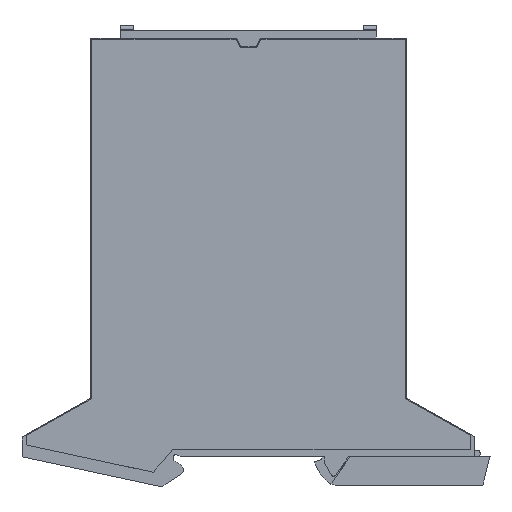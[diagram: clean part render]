
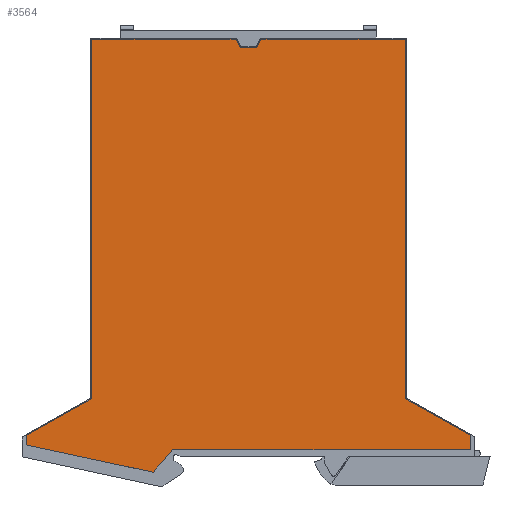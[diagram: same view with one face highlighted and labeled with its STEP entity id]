
A CAD part, left-side view. The second image highlights one B-rep face of the part: STEP entity #3564.
In plain terms, the highlighted planar face has unit normal (-1, 0, 0).
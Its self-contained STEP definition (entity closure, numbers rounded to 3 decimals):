
#3542=AXIS2_PLACEMENT_3D('Plane Axis2P3D',#3539,#3540,#3541) ;
#2682=CARTESIAN_POINT('Vertex',(0.,54.457,102.837)) ;
#2689=CARTESIAN_POINT('Vertex',(0.,58.347,102.837)) ;
#2692=CARTESIAN_POINT('Line Origine',(0.,56.402,102.837)) ;
#2710=CARTESIAN_POINT('Line Origine',(0.,54.014,103.787)) ;
#2714=CARTESIAN_POINT('Vertex',(0.,53.571,104.737)) ;
#2730=CARTESIAN_POINT('Line Origine',(0.,51.821,104.737)) ;
#2734=CARTESIAN_POINT('Vertex',(0.,50.071,104.737)) ;
#2737=CARTESIAN_POINT('Line Origine',(0.,34.937,104.737)) ;
#2741=CARTESIAN_POINT('Vertex',(0.,19.802,104.737)) ;
#2758=CARTESIAN_POINT('Line Origine',(0.,19.802,62.761)) ;
#2762=CARTESIAN_POINT('Vertex',(0.,19.802,20.784)) ;
#2778=CARTESIAN_POINT('Line Origine',(0.,12.186,16.519)) ;
#2782=CARTESIAN_POINT('Vertex',(0.,4.57,12.253)) ;
#2798=CARTESIAN_POINT('Line Origine',(0.,4.57,10.545)) ;
#2802=CARTESIAN_POINT('Vertex',(0.,4.57,8.837)) ;
#2818=CARTESIAN_POINT('Line Origine',(0.,39.349,8.837)) ;
#2822=CARTESIAN_POINT('Vertex',(0.,74.129,8.837)) ;
#2847=CARTESIAN_POINT('Control Point',(0.,74.602,8.296)) ;
#2848=CARTESIAN_POINT('Control Point',(0.,74.444,8.476)) ;
#2849=CARTESIAN_POINT('Control Point',(0.,74.286,8.657)) ;
#2850=CARTESIAN_POINT('Control Point',(0.,74.129,8.837)) ;
#2851=CARTESIAN_POINT('Vertex',(0.,74.602,8.296)) ;
#2876=CARTESIAN_POINT('Control Point',(0.,74.607,8.29)) ;
#2877=CARTESIAN_POINT('Control Point',(0.,74.605,8.292)) ;
#2878=CARTESIAN_POINT('Control Point',(0.,74.604,8.294)) ;
#2879=CARTESIAN_POINT('Control Point',(0.,74.602,8.296)) ;
#2880=CARTESIAN_POINT('Vertex',(0.,74.607,8.29)) ;
#2896=CARTESIAN_POINT('Line Origine',(0.,76.644,5.958)) ;
#2900=CARTESIAN_POINT('Vertex',(0.,78.681,3.626)) ;
#2916=CARTESIAN_POINT('Line Origine',(0.,93.458,6.805)) ;
#2920=CARTESIAN_POINT('Vertex',(0.,108.234,9.985)) ;
#2940=CARTESIAN_POINT('Line Origine',(0.,108.234,11.119)) ;
#2944=CARTESIAN_POINT('Vertex',(0.,108.234,12.253)) ;
#2960=CARTESIAN_POINT('Line Origine',(0.,100.618,16.519)) ;
#2964=CARTESIAN_POINT('Vertex',(0.,93.002,20.784)) ;
#2980=CARTESIAN_POINT('Line Origine',(0.,93.002,62.761)) ;
#2984=CARTESIAN_POINT('Vertex',(0.,93.002,104.737)) ;
#3000=CARTESIAN_POINT('Line Origine',(0.,60.983,104.737)) ;
#3004=CARTESIAN_POINT('Vertex',(0.,59.233,104.737)) ;
#3006=CARTESIAN_POINT('Vertex',(0.,62.733,104.737)) ;
#3014=CARTESIAN_POINT('Line Origine',(0.,77.867,104.737)) ;
#3033=CARTESIAN_POINT('Line Origine',(0.,58.79,103.787)) ;
#3539=CARTESIAN_POINT('Axis2P3D Location',(0.,56.402,7.237)) ;
#2693=DIRECTION('Vector Direction',(0.,1.,0.)) ;
#2711=DIRECTION('Vector Direction',(0.,-0.423,0.906)) ;
#2731=DIRECTION('Vector Direction',(0.,1.,0.)) ;
#2738=DIRECTION('Vector Direction',(0.,1.,0.)) ;
#2759=DIRECTION('Vector Direction',(0.,0.,1.)) ;
#2779=DIRECTION('Vector Direction',(0.,0.872,0.489)) ;
#2799=DIRECTION('Vector Direction',(0.,0.,1.)) ;
#2819=DIRECTION('Vector Direction',(0.,1.,0.)) ;
#2897=DIRECTION('Vector Direction',(0.,-0.658,0.753)) ;
#2917=DIRECTION('Vector Direction',(0.,-0.978,-0.21)) ;
#2941=DIRECTION('Vector Direction',(0.,0.,-1.)) ;
#2961=DIRECTION('Vector Direction',(0.,0.872,-0.489)) ;
#2981=DIRECTION('Vector Direction',(0.,0.,-1.)) ;
#3001=DIRECTION('Vector Direction',(0.,1.,0.)) ;
#3015=DIRECTION('Vector Direction',(0.,1.,0.)) ;
#3034=DIRECTION('Vector Direction',(0.,0.423,0.906)) ;
#3540=DIRECTION('Axis2P3D Direction',(-1.,0.,0.)) ;
#3541=DIRECTION('Axis2P3D XDirection',(0.,1.,0.)) ;
#2694=VECTOR('Line Direction',#2693,1.) ;
#2712=VECTOR('Line Direction',#2711,1.) ;
#2732=VECTOR('Line Direction',#2731,1.) ;
#2739=VECTOR('Line Direction',#2738,1.) ;
#2760=VECTOR('Line Direction',#2759,1.) ;
#2780=VECTOR('Line Direction',#2779,1.) ;
#2800=VECTOR('Line Direction',#2799,1.) ;
#2820=VECTOR('Line Direction',#2819,1.) ;
#2898=VECTOR('Line Direction',#2897,1.) ;
#2918=VECTOR('Line Direction',#2917,1.) ;
#2942=VECTOR('Line Direction',#2941,1.) ;
#2962=VECTOR('Line Direction',#2961,1.) ;
#2982=VECTOR('Line Direction',#2981,1.) ;
#3002=VECTOR('Line Direction',#3001,1.) ;
#3016=VECTOR('Line Direction',#3015,1.) ;
#3035=VECTOR('Line Direction',#3034,1.) ;
#3545=ORIENTED_EDGE('',*,*,#2696,.T.) ;
#3546=ORIENTED_EDGE('',*,*,#3037,.T.) ;
#3547=ORIENTED_EDGE('',*,*,#3008,.T.) ;
#3548=ORIENTED_EDGE('',*,*,#3018,.T.) ;
#3549=ORIENTED_EDGE('',*,*,#2986,.T.) ;
#3550=ORIENTED_EDGE('',*,*,#2966,.T.) ;
#3551=ORIENTED_EDGE('',*,*,#2946,.T.) ;
#3552=ORIENTED_EDGE('',*,*,#2922,.T.) ;
#3553=ORIENTED_EDGE('',*,*,#2902,.T.) ;
#3554=ORIENTED_EDGE('',*,*,#2882,.T.) ;
#3555=ORIENTED_EDGE('',*,*,#2853,.T.) ;
#3556=ORIENTED_EDGE('',*,*,#2824,.T.) ;
#3557=ORIENTED_EDGE('',*,*,#2804,.T.) ;
#3558=ORIENTED_EDGE('',*,*,#2784,.T.) ;
#3559=ORIENTED_EDGE('',*,*,#2764,.T.) ;
#3560=ORIENTED_EDGE('',*,*,#2743,.T.) ;
#3561=ORIENTED_EDGE('',*,*,#2736,.T.) ;
#3562=ORIENTED_EDGE('',*,*,#2716,.T.) ;
#3564=ADVANCED_FACE('BASE',(#3563),#3543,.T.) ;
#2846=B_SPLINE_CURVE_WITH_KNOTS('',3,(#2847,#2848,#2849,#2850),.UNSPECIFIED.,.F.,.U.,(4,4),(183.365,184.084),.UNSPECIFIED.) ;
#2875=B_SPLINE_CURVE_WITH_KNOTS('',3,(#2876,#2877,#2878,#2879),.UNSPECIFIED.,.F.,.U.,(4,4),(183.357,183.365),.UNSPECIFIED.) ;
#2696=EDGE_CURVE('',#2683,#2690,#2695,.T.) ;
#2716=EDGE_CURVE('',#2715,#2683,#2713,.F.) ;
#2736=EDGE_CURVE('',#2735,#2715,#2733,.T.) ;
#2743=EDGE_CURVE('',#2742,#2735,#2740,.T.) ;
#2764=EDGE_CURVE('',#2763,#2742,#2761,.T.) ;
#2784=EDGE_CURVE('',#2783,#2763,#2781,.T.) ;
#2804=EDGE_CURVE('',#2803,#2783,#2801,.T.) ;
#2824=EDGE_CURVE('',#2823,#2803,#2821,.F.) ;
#2853=EDGE_CURVE('',#2852,#2823,#2846,.T.) ;
#2882=EDGE_CURVE('',#2881,#2852,#2875,.T.) ;
#2902=EDGE_CURVE('',#2901,#2881,#2899,.T.) ;
#2922=EDGE_CURVE('',#2921,#2901,#2919,.T.) ;
#2946=EDGE_CURVE('',#2945,#2921,#2943,.T.) ;
#2966=EDGE_CURVE('',#2965,#2945,#2963,.T.) ;
#2986=EDGE_CURVE('',#2985,#2965,#2983,.T.) ;
#3008=EDGE_CURVE('',#3005,#3007,#3003,.T.) ;
#3018=EDGE_CURVE('',#3007,#2985,#3017,.T.) ;
#3037=EDGE_CURVE('',#2690,#3005,#3036,.T.) ;
#3544=EDGE_LOOP('',(#3545,#3546,#3547,#3548,#3549,#3550,#3551,#3552,#3553,#3554,#3555,#3556,#3557,#3558,#3559,#3560,#3561,#3562)) ;
#3563=FACE_OUTER_BOUND('',#3544,.T.) ;
#2695=LINE('Line',#2692,#2694) ;
#2713=LINE('Line',#2710,#2712) ;
#2733=LINE('Line',#2730,#2732) ;
#2740=LINE('Line',#2737,#2739) ;
#2761=LINE('Line',#2758,#2760) ;
#2781=LINE('Line',#2778,#2780) ;
#2801=LINE('Line',#2798,#2800) ;
#2821=LINE('Line',#2818,#2820) ;
#2899=LINE('Line',#2896,#2898) ;
#2919=LINE('Line',#2916,#2918) ;
#2943=LINE('Line',#2940,#2942) ;
#2963=LINE('Line',#2960,#2962) ;
#2983=LINE('Line',#2980,#2982) ;
#3003=LINE('Line',#3000,#3002) ;
#3017=LINE('Line',#3014,#3016) ;
#3036=LINE('Line',#3033,#3035) ;
#3543=PLANE('',#3542) ;
#2683=VERTEX_POINT('',#2682) ;
#2690=VERTEX_POINT('',#2689) ;
#2715=VERTEX_POINT('',#2714) ;
#2735=VERTEX_POINT('',#2734) ;
#2742=VERTEX_POINT('',#2741) ;
#2763=VERTEX_POINT('',#2762) ;
#2783=VERTEX_POINT('',#2782) ;
#2803=VERTEX_POINT('',#2802) ;
#2823=VERTEX_POINT('',#2822) ;
#2852=VERTEX_POINT('',#2851) ;
#2881=VERTEX_POINT('',#2880) ;
#2901=VERTEX_POINT('',#2900) ;
#2921=VERTEX_POINT('',#2920) ;
#2945=VERTEX_POINT('',#2944) ;
#2965=VERTEX_POINT('',#2964) ;
#2985=VERTEX_POINT('',#2984) ;
#3005=VERTEX_POINT('',#3004) ;
#3007=VERTEX_POINT('',#3006) ;
